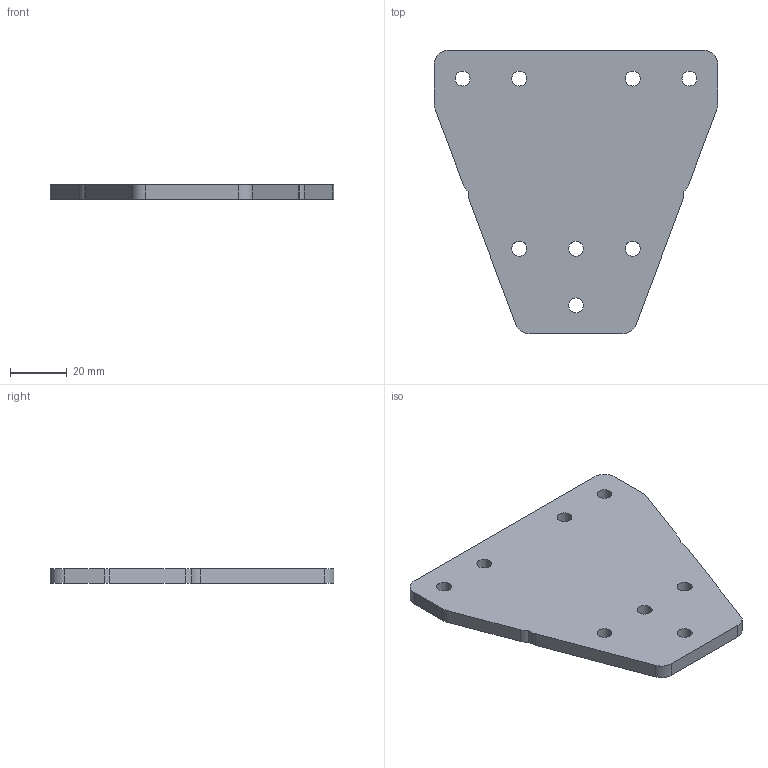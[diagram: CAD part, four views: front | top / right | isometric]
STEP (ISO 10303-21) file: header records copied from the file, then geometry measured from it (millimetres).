
FILE_DESCRIPTION( ( '' ), ' ' );
FILE_NAME( '5cb75fc12767fb159f847677.step', '2019-04-17T17:17:53', ( '' ), ( '' ), ' ', ' ', ' ' );
FILE_SCHEMA( ( 'AUTOMOTIVE_DESIGN { 1 0 10303 214 1 1 1 1 }' ) );
Length unit declared in the file: metre
Products named in the file (1): Track Joining Plate
Bounding box: 100 x 100 x 5 mm (x, y, z)
Volume: 37041.3 mm3; surface area: 17204.1 mm2
Topology: 1 solids, 1 shells, 30 faces, 84 edges, 56 vertices
Faces by surface type: cylinder 18, plane 12
Full cylindrical faces by diameter (mm): 5.25 x8
Entity records: 1232 total; most frequent: DIRECTION 174, CARTESIAN_POINT 163, ORIENTED_EDGE 152, EDGE_CURVE 76, AXIS2_PLACEMENT_3D 67, VERTEX_POINT 56, EDGE_LOOP 54, LINE 40
